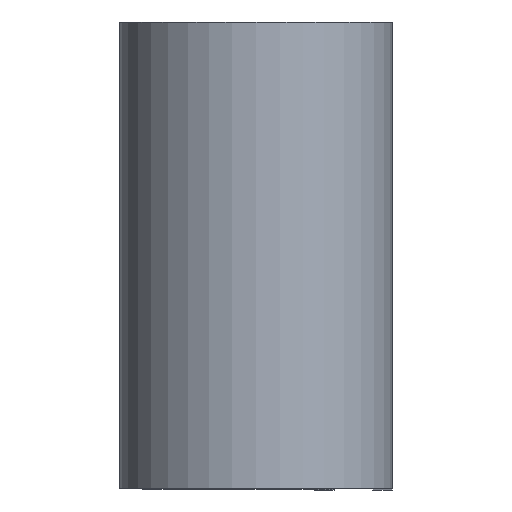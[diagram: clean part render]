
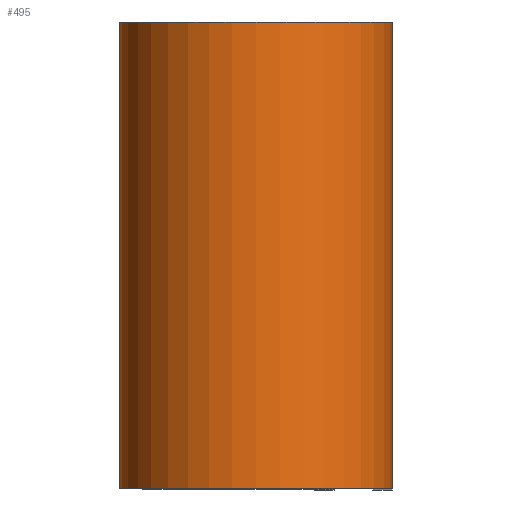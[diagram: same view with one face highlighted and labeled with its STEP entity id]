
A CAD part, top view. The second image highlights one B-rep face of the part: STEP entity #495.
In plain terms, the highlighted cylindrical face has radius 5.575 mm (diameter 11.151 mm), a partial arc.
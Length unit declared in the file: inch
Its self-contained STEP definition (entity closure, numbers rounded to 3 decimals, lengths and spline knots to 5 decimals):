
#5 = CARTESIAN_POINT ( 'NONE',  ( 0., 0.375, 0.375 ) ) ;
#6 = VERTEX_POINT ( 'NONE', #463 ) ;
#82 = DIRECTION ( 'NONE',  ( 1., 0., 0. ) ) ;
#104 = CARTESIAN_POINT ( 'NONE',  ( 0., 0.375, 0.375 ) ) ;
#170 = DIRECTION ( 'NONE',  ( 0., -1., 0. ) ) ;
#186 = CARTESIAN_POINT ( 'NONE',  ( -0.2195, 0.375, 0.375 ) ) ;
#199 = VECTOR ( 'NONE', #825, 39.37008 ) ;
#245 = LINE ( 'NONE', #413, #199 ) ;
#250 = CIRCLE ( 'NONE', #272, 0.2195 ) ;
#253 = EDGE_CURVE ( 'NONE', #616, #718, #789, .T. ) ;
#259 = ORIENTED_EDGE ( 'NONE', *, *, #785, .F. ) ;
#272 = AXIS2_PLACEMENT_3D ( 'NONE', #5, #484, #82 ) ;
#291 = DIRECTION ( 'NONE',  ( 0., 1., 0. ) ) ;
#308 = FACE_OUTER_BOUND ( 'NONE', #310, .T. ) ;
#310 = EDGE_LOOP ( 'NONE', ( #629, #445, #259, #602 ) ) ;
#339 = CARTESIAN_POINT ( 'NONE',  ( 0.2195, -0.375, 0.375 ) ) ;
#413 = CARTESIAN_POINT ( 'NONE',  ( 0.2195, 0.375, 0.375 ) ) ;
#428 = AXIS2_PLACEMENT_3D ( 'NONE', #104, #170, #510 ) ;
#445 = ORIENTED_EDGE ( 'NONE', *, *, #845, .F. ) ;
#463 = CARTESIAN_POINT ( 'NONE',  ( -0.2195, 0.375, 0.375 ) ) ;
#466 = CYLINDRICAL_SURFACE ( 'NONE', #428, 0.2195 ) ;
#473 = DIRECTION ( 'NONE',  ( 0., -1., 0. ) ) ;
#484 = DIRECTION ( 'NONE',  ( 0., 1., 0. ) ) ;
#495 = ADVANCED_FACE ( 'NONE', ( #308 ), #466, .T. ) ;
#510 = DIRECTION ( 'NONE',  ( 0., 0., -1. ) ) ;
#533 = VECTOR ( 'NONE', #473, 39.37008 ) ;
#560 = LINE ( 'NONE', #186, #533 ) ;
#588 = CARTESIAN_POINT ( 'NONE',  ( -0.2195, -0.375, 0.375 ) ) ;
#602 = ORIENTED_EDGE ( 'NONE', *, *, #672, .T. ) ;
#616 = VERTEX_POINT ( 'NONE', #588 ) ;
#629 = ORIENTED_EDGE ( 'NONE', *, *, #253, .T. ) ;
#637 = AXIS2_PLACEMENT_3D ( 'NONE', #697, #291, #762 ) ;
#651 = VERTEX_POINT ( 'NONE', #799 ) ;
#672 = EDGE_CURVE ( 'NONE', #6, #616, #560, .T. ) ;
#697 = CARTESIAN_POINT ( 'NONE',  ( 0., -0.375, 0.375 ) ) ;
#718 = VERTEX_POINT ( 'NONE', #339 ) ;
#762 = DIRECTION ( 'NONE',  ( 1., 0., 0. ) ) ;
#785 = EDGE_CURVE ( 'NONE', #6, #651, #250, .T. ) ;
#789 = CIRCLE ( 'NONE', #637, 0.2195 ) ;
#799 = CARTESIAN_POINT ( 'NONE',  ( 0.2195, 0.375, 0.375 ) ) ;
#825 = DIRECTION ( 'NONE',  ( 0., -1., 0. ) ) ;
#845 = EDGE_CURVE ( 'NONE', #651, #718, #245, .T. ) ;
